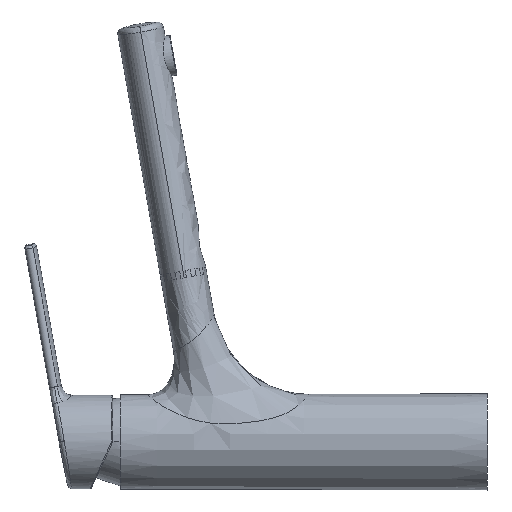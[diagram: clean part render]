
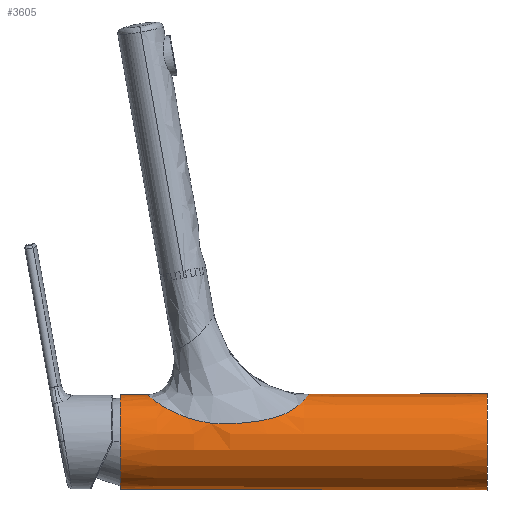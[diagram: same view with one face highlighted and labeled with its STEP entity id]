
A CAD part, left-side view. The second image highlights one B-rep face of the part: STEP entity #3605.
In plain terms, the highlighted conical face has half-angle 0.15 degrees and reference radius 24.445 mm.
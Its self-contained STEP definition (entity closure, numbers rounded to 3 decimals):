
#111 = CARTESIAN_POINT ( 'NONE',  ( -22.294, 147.872, 10.432 ) ) ;
#138 = CARTESIAN_POINT ( 'NONE',  ( -21.797, 114.23, 11.624 ) ) ;
#174 = CARTESIAN_POINT ( 'NONE',  ( -3.805, 92.739, 24.575 ) ) ;
#221 = VECTOR ( 'NONE', #6926, 1000. ) ;
#267 = CARTESIAN_POINT ( 'NONE',  ( 0., 92.594, 24.757 ) ) ;
#340 = VERTEX_POINT ( 'NONE', #894 ) ;
#354 = LINE ( 'NONE', #2756, #221 ) ;
#387 = AXIS2_PLACEMENT_3D ( 'NONE', #2487, #4329, #4280 ) ;
#419 = CARTESIAN_POINT ( 'NONE',  ( -0.945, 176.849, 24.537 ) ) ;
#444 = CARTESIAN_POINT ( 'NONE',  ( -15.571, 169.35, 19.041 ) ) ;
#462 = EDGE_CURVE ( 'NONE', #3992, #1543, #354, .T. ) ;
#502 = DIRECTION ( 'NONE',  ( 0., -1., 0.003 ) ) ;
#635 = ORIENTED_EDGE ( 'NONE', *, *, #5191, .F. ) ;
#646 = CARTESIAN_POINT ( 'NONE',  ( 0., 0., 25. ) ) ;
#703 = CARTESIAN_POINT ( 'NONE',  ( 0., 190.8, 0. ) ) ;
#738 = CARTESIAN_POINT ( 'NONE',  ( -22.603, 143.51, 9.771 ) ) ;
#763 = CARTESIAN_POINT ( 'NONE',  ( -21.19, 109.989, 12.722 ) ) ;
#800 = CARTESIAN_POINT ( 'NONE',  ( 0., 92.594, 24.757 ) ) ;
#804 = B_SPLINE_CURVE_WITH_KNOTS ( 'NONE', 5,
 ( #5527, #1370, #2564, #6723, #3144, #7326, #3756, #174, #4358, #800 ),
 .UNSPECIFIED., .F., .F.,
 ( 6, 2, 2, 6 ),
 ( 0., 0.026, 0.554, 1. ),
 .UNSPECIFIED. ) ;
#894 = CARTESIAN_POINT ( 'NONE',  ( 0., 190.8, 24.5 ) ) ;
#1043 = CARTESIAN_POINT ( 'NONE',  ( 0., 176.849, 24.537 ) ) ;
#1072 = CARTESIAN_POINT ( 'NONE',  ( -17.369, 166.467, 17.369 ) ) ;
#1219 = VERTEX_POINT ( 'NONE', #646 ) ;
#1287 = CARTESIAN_POINT ( 'NONE',  ( -18.016, 165.309, 16.727 ) ) ;
#1311 = DIRECTION ( 'NONE',  ( 0., 0., 1. ) ) ;
#1326 = CARTESIAN_POINT ( 'NONE',  ( 0., 176.849, 24.537 ) ) ;
#1335 = CARTESIAN_POINT ( 'NONE',  ( -22.809, 136.156, 9.329 ) ) ;
#1341 = AXIS2_PLACEMENT_3D ( 'NONE', #703, #4871, #1311 ) ;
#1357 = CARTESIAN_POINT ( 'NONE',  ( -20.26, 105.919, 14.18 ) ) ;
#1370 = CARTESIAN_POINT ( 'NONE',  ( -17.437, 99.899, 17.548 ) ) ;
#1543 = VERTEX_POINT ( 'NONE', #6404 ) ;
#1646 = CARTESIAN_POINT ( 'NONE',  ( -1.89, 176.782, 24.482 ) ) ;
#1680 = B_SPLINE_CURVE_WITH_KNOTS ( 'NONE', 3,
 ( #1043, #419, #1646, #5791, #2229, #6379, #2813, #6984, #3395, #7596, #4023, #444, #4616, #1072 ),
 .UNSPECIFIED., .F., .F.,
 ( 4, 2, 2, 2, 2, 2, 4 ),
 ( 0., 0.125, 0.25, 0.5, 0.625, 0.75, 1. ),
 .UNSPECIFIED. ) ;
#1932 = CARTESIAN_POINT ( 'NONE',  ( -22.739, 130.264, 9.539 ) ) ;
#1961 = CARTESIAN_POINT ( 'NONE',  ( -18.84, 102.168, 16.045 ) ) ;
#2057 = DIRECTION ( 'NONE',  ( 0., 0., -1. ) ) ;
#2103 = EDGE_CURVE ( 'NONE', #1219, #1543, #6095, .T. ) ;
#2109 = VERTEX_POINT ( 'NONE', #267 ) ;
#2229 = CARTESIAN_POINT ( 'NONE',  ( -4.663, 176.327, 24.108 ) ) ;
#2376 = VERTEX_POINT ( 'NONE', #3493 ) ;
#2487 = CARTESIAN_POINT ( 'NONE',  ( 0., 211.788, 0. ) ) ;
#2503 = CARTESIAN_POINT ( 'NONE',  ( -19.567, 161.596, 14.891 ) ) ;
#2530 = CARTESIAN_POINT ( 'NONE',  ( -22.605, 125.857, 9.882 ) ) ;
#2546 = EDGE_LOOP ( 'NONE', ( #4879, #2754, #4015, #6213, #3396, #635, #6583, #6669 ) ) ;
#2555 = CARTESIAN_POINT ( 'NONE',  ( -17.492, 99.978, 17.492 ) ) ;
#2564 = CARTESIAN_POINT ( 'NONE',  ( -17.38, 99.821, 17.605 ) ) ;
#2640 = CARTESIAN_POINT ( 'NONE',  ( 0., 0., 0. ) ) ;
#2754 = ORIENTED_EDGE ( 'NONE', *, *, #462, .T. ) ;
#2756 = CARTESIAN_POINT ( 'NONE',  ( 0., 211.788, -24.445 ) ) ;
#2813 = CARTESIAN_POINT ( 'NONE',  ( -8.986, 174.833, 22.897 ) ) ;
#3028 = FACE_OUTER_BOUND ( 'NONE', #2546, .T. ) ;
#3080 = CARTESIAN_POINT ( 'NONE',  ( -21.098, 156.34, 12.699 ) ) ;
#3101 = EDGE_CURVE ( 'NONE', #5695, #5755, #1680, .T. ) ;
#3102 = CARTESIAN_POINT ( 'NONE',  ( -22.394, 121.468, 10.38 ) ) ;
#3144 = CARTESIAN_POINT ( 'NONE',  ( -14.712, 96.76, 20.038 ) ) ;
#3320 = EDGE_CURVE ( 'NONE', #3992, #340, #6399, .T. ) ;
#3395 = CARTESIAN_POINT ( 'NONE',  ( -11.926, 172.936, 21.469 ) ) ;
#3396 = ORIENTED_EDGE ( 'NONE', *, *, #3644, .F. ) ;
#3493 = CARTESIAN_POINT ( 'NONE',  ( -17.492, 99.978, 17.492 ) ) ;
#3605 = ADVANCED_FACE ( 'NONE', ( #3028 ), #5469, .T. ) ;
#3644 = EDGE_CURVE ( 'NONE', #2376, #2109, #804, .T. ) ;
#3691 = CARTESIAN_POINT ( 'NONE',  ( -22.151, 149.31, 10.728 ) ) ;
#3717 = DIRECTION ( 'NONE',  ( 0., -1., 0.003 ) ) ;
#3718 = CARTESIAN_POINT ( 'NONE',  ( -22.084, 117.108, 11.052 ) ) ;
#3756 = CARTESIAN_POINT ( 'NONE',  ( -7.872, 93.387, 23.772 ) ) ;
#3992 = VERTEX_POINT ( 'NONE', #6113 ) ;
#4015 = ORIENTED_EDGE ( 'NONE', *, *, #2103, .F. ) ;
#4023 = CARTESIAN_POINT ( 'NONE',  ( -13.857, 171.238, 20.279 ) ) ;
#4061 = LINE ( 'NONE', #5493, #5010 ) ;
#4280 = DIRECTION ( 'NONE',  ( 0., 0., 1. ) ) ;
#4291 = CARTESIAN_POINT ( 'NONE',  ( -22.52, 144.972, 9.954 ) ) ;
#4317 = CARTESIAN_POINT ( 'NONE',  ( -21.625, 112.802, 11.953 ) ) ;
#4329 = DIRECTION ( 'NONE',  ( 0., -1., 0. ) ) ;
#4358 = CARTESIAN_POINT ( 'NONE',  ( -1.903, 92.594, 24.757 ) ) ;
#4616 = CARTESIAN_POINT ( 'NONE',  ( -16.54, 167.952, 18.193 ) ) ;
#4871 = DIRECTION ( 'NONE',  ( 0., 1., 0. ) ) ;
#4879 = ORIENTED_EDGE ( 'NONE', *, *, #3320, .F. ) ;
#4894 = CARTESIAN_POINT ( 'NONE',  ( -22.782, 139.109, 9.379 ) ) ;
#4924 = CARTESIAN_POINT ( 'NONE',  ( -20.927, 108.604, 13.162 ) ) ;
#5010 = VECTOR ( 'NONE', #3717, 1000. ) ;
#5191 = EDGE_CURVE ( 'NONE', #5755, #2376, #7593, .T. ) ;
#5251 = CARTESIAN_POINT ( 'NONE',  ( 0., 211.788, 24.445 ) ) ;
#5372 = LINE ( 'NONE', #5251, #7141 ) ;
#5446 = CARTESIAN_POINT ( 'NONE',  ( -17.369, 166.467, 17.369 ) ) ;
#5469 = CONICAL_SURFACE ( 'NONE', #387, 24.445, 0.003 ) ;
#5493 = CARTESIAN_POINT ( 'NONE',  ( 0., 211.788, 24.445 ) ) ;
#5494 = CARTESIAN_POINT ( 'NONE',  ( -22.767, 131.736, 9.461 ) ) ;
#5516 = CARTESIAN_POINT ( 'NONE',  ( -19.855, 104.618, 14.759 ) ) ;
#5527 = CARTESIAN_POINT ( 'NONE',  ( -17.492, 99.978, 17.492 ) ) ;
#5589 = CARTESIAN_POINT ( 'NONE',  ( -17.369, 166.467, 17.369 ) ) ;
#5695 = VERTEX_POINT ( 'NONE', #1326 ) ;
#5755 = VERTEX_POINT ( 'NONE', #5589 ) ;
#5791 = CARTESIAN_POINT ( 'NONE',  ( -3.749, 176.521, 24.267 ) ) ;
#5832 = EDGE_CURVE ( 'NONE', #2109, #1219, #5372, .T. ) ;
#6051 = CARTESIAN_POINT ( 'NONE',  ( -18.579, 164.098, 16.097 ) ) ;
#6073 = CARTESIAN_POINT ( 'NONE',  ( -22.658, 127.324, 9.75 ) ) ;
#6095 = CIRCLE ( 'NONE', #6824, 25. ) ;
#6098 = CARTESIAN_POINT ( 'NONE',  ( -18.228, 101.02, 16.753 ) ) ;
#6113 = CARTESIAN_POINT ( 'NONE',  ( 0., 190.8, -24.5 ) ) ;
#6195 = DIRECTION ( 'NONE',  ( 0., -1., 0. ) ) ;
#6213 = ORIENTED_EDGE ( 'NONE', *, *, #5832, .F. ) ;
#6379 = CARTESIAN_POINT ( 'NONE',  ( -7.324, 175.57, 23.492 ) ) ;
#6399 = CIRCLE ( 'NONE', #1341, 24.5 ) ;
#6404 = CARTESIAN_POINT ( 'NONE',  ( 0., 0., -25. ) ) ;
#6583 = ORIENTED_EDGE ( 'NONE', *, *, #3101, .F. ) ;
#6656 = CARTESIAN_POINT ( 'NONE',  ( -19.992, 160.305, 14.314 ) ) ;
#6669 = ORIENTED_EDGE ( 'NONE', *, *, #7742, .F. ) ;
#6685 = CARTESIAN_POINT ( 'NONE',  ( -22.473, 122.929, 10.197 ) ) ;
#6723 = CARTESIAN_POINT ( 'NONE',  ( -16.177, 98.175, 18.795 ) ) ;
#6824 = AXIS2_PLACEMENT_3D ( 'NONE', #2640, #6195, #2057 ) ;
#6926 = DIRECTION ( 'NONE',  ( 0., -1., -0.003 ) ) ;
#6984 = CARTESIAN_POINT ( 'NONE',  ( -11.222, 173.446, 21.845 ) ) ;
#7141 = VECTOR ( 'NONE', #502, 1000. ) ;
#7267 = CARTESIAN_POINT ( 'NONE',  ( -21.609, 153.572, 11.778 ) ) ;
#7289 = CARTESIAN_POINT ( 'NONE',  ( -22.2, 118.558, 10.807 ) ) ;
#7326 = CARTESIAN_POINT ( 'NONE',  ( -11.575, 94.697, 22.186 ) ) ;
#7593 = B_SPLINE_CURVE_WITH_KNOTS ( 'NONE', 3,
 ( #5446, #1287, #6051, #2503, #6656, #3080, #7267, #3691, #111, #4291, #738, #4894, #1335, #5494, #1932, #6073, #2530, #6685, #3102, #7289, #3718, #138, #4317, #763, #4924, #1357, #5516, #1961, #6098, #2555 ),
 .UNSPECIFIED., .F., .F.,
 ( 4, 2, 2, 2, 2, 2, 2, 2, 2, 2, 2, 2, 2, 2, 4 ),
 ( 0., 0.062, 0.125, 0.25, 0.312, 0.375, 0.5, 0.562, 0.625, 0.688, 0.75, 0.812, 0.875, 0.937, 1. ),
 .UNSPECIFIED. ) ;
#7596 = CARTESIAN_POINT ( 'NONE',  ( -13.243, 171.832, 20.686 ) ) ;
#7742 = EDGE_CURVE ( 'NONE', #340, #5695, #4061, .T. ) ;
